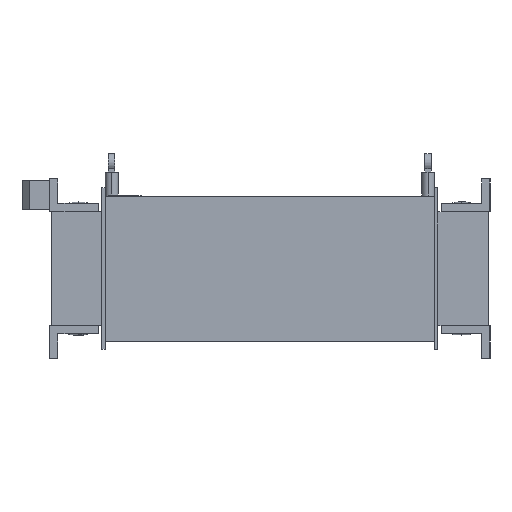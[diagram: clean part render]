
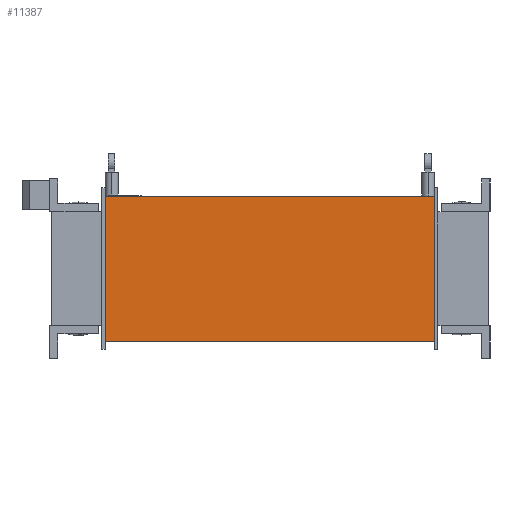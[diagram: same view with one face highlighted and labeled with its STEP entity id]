
A CAD part, left-side view. The second image highlights one B-rep face of the part: STEP entity #11387.
In plain terms, the highlighted planar face has unit normal (-1, 0, 0).
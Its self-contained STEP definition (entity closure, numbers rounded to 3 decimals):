
#604=DIRECTION('',(0.,0.,1.));
#605=VECTOR('',#604,89.);
#606=CARTESIAN_POINT('',(-144.5,236.,-44.5));
#607=LINE('',#606,#605);
#1352=DIRECTION('',(0.,1.,0.));
#1353=VECTOR('',#1352,202.);
#1354=CARTESIAN_POINT('',(-144.5,34.,44.5));
#1355=LINE('',#1354,#1353);
#1584=DIRECTION('',(0.,0.,1.));
#1585=VECTOR('',#1584,89.);
#1586=CARTESIAN_POINT('',(-144.5,34.,-44.5));
#1587=LINE('',#1586,#1585);
#4047=DIRECTION('',(0.,1.,0.));
#4048=VECTOR('',#4047,202.);
#4049=CARTESIAN_POINT('',(-144.5,34.,-44.5));
#4050=LINE('',#4049,#4048);
#7165=CARTESIAN_POINT('',(-144.5,34.,-44.5));
#7166=VERTEX_POINT('',#7165);
#7167=CARTESIAN_POINT('',(-144.5,34.,44.5));
#7168=VERTEX_POINT('',#7167);
#7189=CARTESIAN_POINT('',(-144.5,236.,-44.5));
#7190=VERTEX_POINT('',#7189);
#7191=CARTESIAN_POINT('',(-144.5,236.,44.5));
#7192=VERTEX_POINT('',#7191);
#11376=CARTESIAN_POINT('',(-144.5,34.,-44.5));
#11377=DIRECTION('',(-1.,0.,0.));
#11378=DIRECTION('',(0.,0.,1.));
#11379=AXIS2_PLACEMENT_3D('',#11376,#11377,#11378);
#11380=PLANE('',#11379);
#11381=ORIENTED_EDGE('',*,*,#8799,.F.);
#11382=ORIENTED_EDGE('',*,*,#11359,.T.);
#11383=ORIENTED_EDGE('',*,*,#7997,.T.);
#11384=ORIENTED_EDGE('',*,*,#8724,.F.);
#11385=EDGE_LOOP('',(#11381,#11382,#11383,#11384));
#11386=FACE_OUTER_BOUND('',#11385,.F.);
#11387=ADVANCED_FACE('',(#11386),#11380,.T.);
#7997=EDGE_CURVE('',#7190,#7192,#607,.T.);
#8724=EDGE_CURVE('',#7168,#7192,#1355,.T.);
#8799=EDGE_CURVE('',#7166,#7168,#1587,.T.);
#11359=EDGE_CURVE('',#7166,#7190,#4050,.T.);
